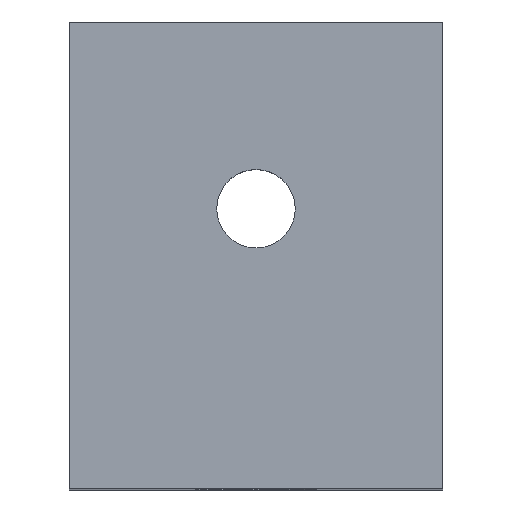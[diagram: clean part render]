
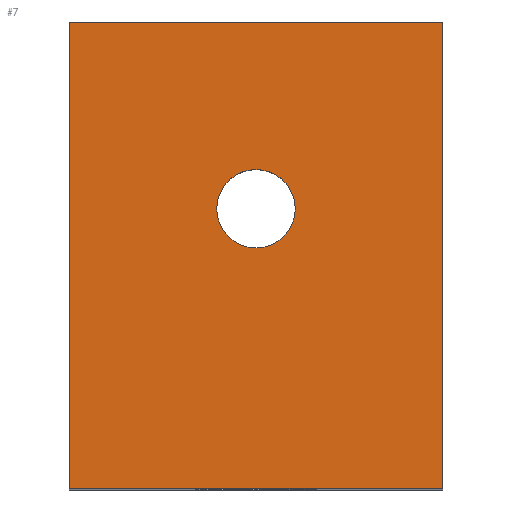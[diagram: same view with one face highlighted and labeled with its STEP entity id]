
A CAD part, top view. The second image highlights one B-rep face of the part: STEP entity #7.
In plain terms, the highlighted planar face has unit normal (0, 0, 1).
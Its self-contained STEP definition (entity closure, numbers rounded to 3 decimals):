
#1 = ORIENTED_EDGE ( 'NONE', *, *, #311, .T. ) ;
#2 = EDGE_LOOP ( 'NONE', ( #87, #90, #6, #202 ) ) ;
#3 = EDGE_CURVE ( 'NONE', #316, #315, #173, .T. ) ;
#4 = EDGE_CURVE ( 'NONE', #22, #91, #218, .T. ) ;
#5 = ORIENTED_EDGE ( 'NONE', *, *, #3, .T. ) ;
#6 = ORIENTED_EDGE ( 'NONE', *, *, #4, .F. ) ;
#7 = ADVANCED_FACE ( 'NONE', ( #258, #257 ), #256, .F. ) ;
#8 = EDGE_CURVE ( 'NONE', #91, #89, #200, .T. ) ;
#9 = EDGE_LOOP ( 'NONE', ( #5, #1 ) ) ;
#19 = VERTEX_POINT ( 'NONE', #188 ) ;
#21 = EDGE_CURVE ( 'NONE', #22, #19, #187, .T. ) ;
#22 = VERTEX_POINT ( 'NONE', #127 ) ;
#87 = ORIENTED_EDGE ( 'NONE', *, *, #88, .T. ) ;
#88 = EDGE_CURVE ( 'NONE', #19, #89, #413, .T. ) ;
#89 = VERTEX_POINT ( 'NONE', #409 ) ;
#90 = ORIENTED_EDGE ( 'NONE', *, *, #8, .F. ) ;
#91 = VERTEX_POINT ( 'NONE', #408 ) ;
#127 = CARTESIAN_POINT ( 'NONE',  ( 20., 25., 0. ) ) ;
#167 = DIRECTION ( 'NONE',  ( 0., -1., 0. ) ) ;
#168 = VECTOR ( 'NONE', #167, 1000. ) ;
#169 = CARTESIAN_POINT ( 'NONE',  ( 20., 25., 0. ) ) ;
#170 = DIRECTION ( 'NONE',  ( 0., 1., 0. ) ) ;
#171 = DIRECTION ( 'NONE',  ( 0., 0., -1. ) ) ;
#172 = AXIS2_PLACEMENT_3D ( 'NONE', #217, #171, #170 ) ;
#173 = CIRCLE ( 'NONE', #172, 2.1 ) ;
#184 = DIRECTION ( 'NONE',  ( -1., 0., 0. ) ) ;
#185 = VECTOR ( 'NONE', #184, 1000. ) ;
#186 = CARTESIAN_POINT ( 'NONE',  ( 20., 25., 0. ) ) ;
#187 = LINE ( 'NONE', #186, #185 ) ;
#188 = CARTESIAN_POINT ( 'NONE',  ( 0., 25., 0. ) ) ;
#197 = DIRECTION ( 'NONE',  ( -1., 0., 0. ) ) ;
#198 = VECTOR ( 'NONE', #197, 1000. ) ;
#199 = CARTESIAN_POINT ( 'NONE',  ( 20., 0., 0. ) ) ;
#200 = LINE ( 'NONE', #199, #198 ) ;
#202 = ORIENTED_EDGE ( 'NONE', *, *, #21, .T. ) ;
#217 = CARTESIAN_POINT ( 'NONE',  ( 10., 15., 0. ) ) ;
#218 = LINE ( 'NONE', #169, #168 ) ;
#252 = DIRECTION ( 'NONE',  ( 0., 1., 0. ) ) ;
#253 = DIRECTION ( 'NONE',  ( 0., 0., -1. ) ) ;
#254 = CARTESIAN_POINT ( 'NONE',  ( 20., 25., 0. ) ) ;
#255 = AXIS2_PLACEMENT_3D ( 'NONE', #254, #253, #252 ) ;
#256 = PLANE ( 'NONE',  #255 ) ;
#257 = FACE_OUTER_BOUND ( 'NONE', #2, .T. ) ;
#258 = FACE_BOUND ( 'NONE', #9, .T. ) ;
#311 = EDGE_CURVE ( 'NONE', #315, #316, #530, .T. ) ;
#315 = VERTEX_POINT ( 'NONE', #485 ) ;
#316 = VERTEX_POINT ( 'NONE', #484 ) ;
#408 = CARTESIAN_POINT ( 'NONE',  ( 20., 0., 0. ) ) ;
#409 = CARTESIAN_POINT ( 'NONE',  ( 0., 0., 0. ) ) ;
#410 = DIRECTION ( 'NONE',  ( 0., -1., 0. ) ) ;
#411 = VECTOR ( 'NONE', #410, 1000. ) ;
#412 = CARTESIAN_POINT ( 'NONE',  ( 0., 25., 0. ) ) ;
#413 = LINE ( 'NONE', #412, #411 ) ;
#484 = CARTESIAN_POINT ( 'NONE',  ( 10., 17.1, 0. ) ) ;
#485 = CARTESIAN_POINT ( 'NONE',  ( 10., 12.9, 0. ) ) ;
#526 = DIRECTION ( 'NONE',  ( 0., 1., 0. ) ) ;
#527 = DIRECTION ( 'NONE',  ( 0., 0., -1. ) ) ;
#528 = CARTESIAN_POINT ( 'NONE',  ( 10., 15., 0. ) ) ;
#529 = AXIS2_PLACEMENT_3D ( 'NONE', #528, #527, #526 ) ;
#530 = CIRCLE ( 'NONE', #529, 2.1 ) ;
